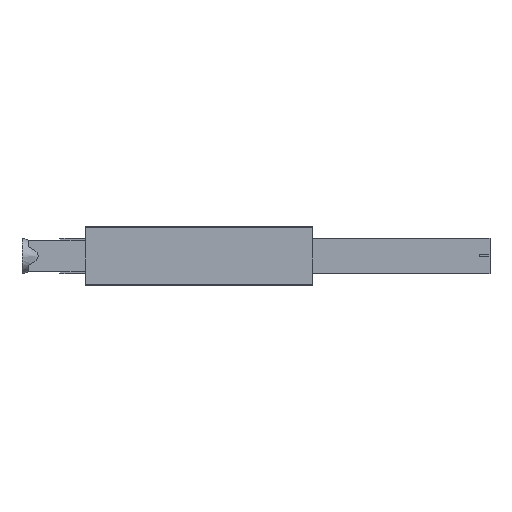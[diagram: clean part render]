
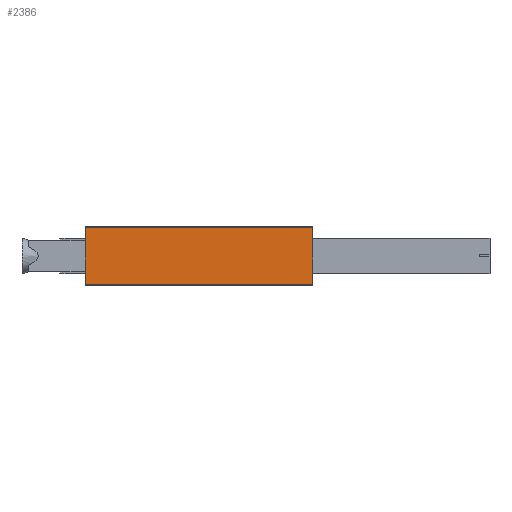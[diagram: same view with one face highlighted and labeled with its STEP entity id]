
A CAD part, top view. The second image highlights one B-rep face of the part: STEP entity #2386.
In plain terms, the highlighted planar face has unit normal (0, 0, 1).
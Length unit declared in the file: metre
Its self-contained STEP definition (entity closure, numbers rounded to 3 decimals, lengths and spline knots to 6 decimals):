
#1515 = PLANE('',#1516);
#1516 = AXIS2_PLACEMENT_3D('',#1517,#1518,#1519);
#1517 = CARTESIAN_POINT('',(5000.,-2250.,-2000.));
#1518 = DIRECTION('',(1.,0.,0.));
#1519 = DIRECTION('',(0.,0.,1.));
#1803 = VERTEX_POINT('',#1804);
#1804 = CARTESIAN_POINT('',(5000.,-2250.,2000.));
#1859 = VERTEX_POINT('',#1860);
#1860 = CARTESIAN_POINT('',(5000.,2250.,2000.));
#1886 = EDGE_CURVE('',#1803,#1859,#1887,.T.);
#1887 = SURFACE_CURVE('',#1888,(#1892,#1899),.PCURVE_S1.);
#1888 = LINE('',#1889,#1890);
#1889 = CARTESIAN_POINT('',(5000.,-2250.,2000.));
#1890 = VECTOR('',#1891,1.);
#1891 = DIRECTION('',(0.,1.,0.));
#1892 = PCURVE('',#1515,#1893);
#1893 = DEFINITIONAL_REPRESENTATION('',(#1894),#1898);
#1894 = LINE('',#1895,#1896);
#1895 = CARTESIAN_POINT('',(4000.,0.));
#1896 = VECTOR('',#1897,1.);
#1897 = DIRECTION('',(0.,-1.));
#1898 = ( GEOMETRIC_REPRESENTATION_CONTEXT(2) 
PARAMETRIC_REPRESENTATION_CONTEXT() REPRESENTATION_CONTEXT('2D SPACE',''
  ) );
#1899 = PCURVE('',#1900,#1905);
#1900 = PLANE('',#1901);
#1901 = AXIS2_PLACEMENT_3D('',#1902,#1903,#1904);
#1902 = CARTESIAN_POINT('',(5000.,-2250.,2000.));
#1903 = DIRECTION('',(0.,0.,1.));
#1904 = DIRECTION('',(1.,0.,0.));
#1905 = DEFINITIONAL_REPRESENTATION('',(#1906),#1910);
#1906 = LINE('',#1907,#1908);
#1907 = CARTESIAN_POINT('',(0.,0.));
#1908 = VECTOR('',#1909,1.);
#1909 = DIRECTION('',(0.,1.));
#1910 = ( GEOMETRIC_REPRESENTATION_CONTEXT(2) 
PARAMETRIC_REPRESENTATION_CONTEXT() REPRESENTATION_CONTEXT('2D SPACE',''
  ) );
#2375 = PLANE('',#2376);
#2376 = AXIS2_PLACEMENT_3D('',#2377,#2378,#2379);
#2377 = CARTESIAN_POINT('',(5000.,-2300.,2000.));
#2378 = DIRECTION('',(0.,0.,1.));
#2379 = DIRECTION('',(1.,0.,0.));
#2386 = ADVANCED_FACE('',(#2387),#1900,.T.);
#2387 = FACE_BOUND('',#2388,.T.);
#2388 = EDGE_LOOP('',(#2389,#2390,#2413,#2441));
#2389 = ORIENTED_EDGE('',*,*,#1886,.F.);
#2390 = ORIENTED_EDGE('',*,*,#2391,.T.);
#2391 = EDGE_CURVE('',#1803,#2392,#2394,.T.);
#2392 = VERTEX_POINT('',#2393);
#2393 = CARTESIAN_POINT('',(23000.,-2250.,2000.));
#2394 = SURFACE_CURVE('',#2395,(#2399,#2406),.PCURVE_S1.);
#2395 = LINE('',#2396,#2397);
#2396 = CARTESIAN_POINT('',(5000.,-2250.,2000.));
#2397 = VECTOR('',#2398,1.);
#2398 = DIRECTION('',(1.,0.,0.));
#2399 = PCURVE('',#1900,#2400);
#2400 = DEFINITIONAL_REPRESENTATION('',(#2401),#2405);
#2401 = LINE('',#2402,#2403);
#2402 = CARTESIAN_POINT('',(0.,0.));
#2403 = VECTOR('',#2404,1.);
#2404 = DIRECTION('',(1.,0.));
#2405 = ( GEOMETRIC_REPRESENTATION_CONTEXT(2) 
PARAMETRIC_REPRESENTATION_CONTEXT() REPRESENTATION_CONTEXT('2D SPACE',''
  ) );
#2406 = PCURVE('',#2375,#2407);
#2407 = DEFINITIONAL_REPRESENTATION('',(#2408),#2412);
#2408 = LINE('',#2409,#2410);
#2409 = CARTESIAN_POINT('',(0.,50.));
#2410 = VECTOR('',#2411,1.);
#2411 = DIRECTION('',(1.,0.));
#2412 = ( GEOMETRIC_REPRESENTATION_CONTEXT(2) 
PARAMETRIC_REPRESENTATION_CONTEXT() REPRESENTATION_CONTEXT('2D SPACE',''
  ) );
#2413 = ORIENTED_EDGE('',*,*,#2414,.T.);
#2414 = EDGE_CURVE('',#2392,#2415,#2417,.T.);
#2415 = VERTEX_POINT('',#2416);
#2416 = CARTESIAN_POINT('',(23000.,2250.,2000.));
#2417 = SURFACE_CURVE('',#2418,(#2422,#2429),.PCURVE_S1.);
#2418 = LINE('',#2419,#2420);
#2419 = CARTESIAN_POINT('',(23000.,-2250.,2000.));
#2420 = VECTOR('',#2421,1.);
#2421 = DIRECTION('',(0.,1.,0.));
#2422 = PCURVE('',#1900,#2423);
#2423 = DEFINITIONAL_REPRESENTATION('',(#2424),#2428);
#2424 = LINE('',#2425,#2426);
#2425 = CARTESIAN_POINT('',(18000.,0.));
#2426 = VECTOR('',#2427,1.);
#2427 = DIRECTION('',(0.,1.));
#2428 = ( GEOMETRIC_REPRESENTATION_CONTEXT(2) 
PARAMETRIC_REPRESENTATION_CONTEXT() REPRESENTATION_CONTEXT('2D SPACE',''
  ) );
#2429 = PCURVE('',#2430,#2435);
#2430 = PLANE('',#2431);
#2431 = AXIS2_PLACEMENT_3D('',#2432,#2433,#2434);
#2432 = CARTESIAN_POINT('',(23000.,-2250.,-2000.));
#2433 = DIRECTION('',(1.,0.,0.));
#2434 = DIRECTION('',(0.,0.,1.));
#2435 = DEFINITIONAL_REPRESENTATION('',(#2436),#2440);
#2436 = LINE('',#2437,#2438);
#2437 = CARTESIAN_POINT('',(4000.,0.));
#2438 = VECTOR('',#2439,1.);
#2439 = DIRECTION('',(0.,-1.));
#2440 = ( GEOMETRIC_REPRESENTATION_CONTEXT(2) 
PARAMETRIC_REPRESENTATION_CONTEXT() REPRESENTATION_CONTEXT('2D SPACE',''
  ) );
#2441 = ORIENTED_EDGE('',*,*,#2442,.F.);
#2442 = EDGE_CURVE('',#1859,#2415,#2443,.T.);
#2443 = SURFACE_CURVE('',#2444,(#2448,#2455),.PCURVE_S1.);
#2444 = LINE('',#2445,#2446);
#2445 = CARTESIAN_POINT('',(5000.,2250.,2000.));
#2446 = VECTOR('',#2447,1.);
#2447 = DIRECTION('',(1.,0.,0.));
#2448 = PCURVE('',#1900,#2449);
#2449 = DEFINITIONAL_REPRESENTATION('',(#2450),#2454);
#2450 = LINE('',#2451,#2452);
#2451 = CARTESIAN_POINT('',(0.,4500.));
#2452 = VECTOR('',#2453,1.);
#2453 = DIRECTION('',(1.,0.));
#2454 = ( GEOMETRIC_REPRESENTATION_CONTEXT(2) 
PARAMETRIC_REPRESENTATION_CONTEXT() REPRESENTATION_CONTEXT('2D SPACE',''
  ) );
#2455 = PCURVE('',#2456,#2461);
#2456 = PLANE('',#2457);
#2457 = AXIS2_PLACEMENT_3D('',#2458,#2459,#2460);
#2458 = CARTESIAN_POINT('',(5000.,2250.,2000.));
#2459 = DIRECTION('',(0.,0.,1.));
#2460 = DIRECTION('',(1.,0.,0.));
#2461 = DEFINITIONAL_REPRESENTATION('',(#2462),#2466);
#2462 = LINE('',#2463,#2464);
#2463 = CARTESIAN_POINT('',(0.,0.));
#2464 = VECTOR('',#2465,1.);
#2465 = DIRECTION('',(1.,0.));
#2466 = ( GEOMETRIC_REPRESENTATION_CONTEXT(2) 
PARAMETRIC_REPRESENTATION_CONTEXT() REPRESENTATION_CONTEXT('2D SPACE',''
  ) );
